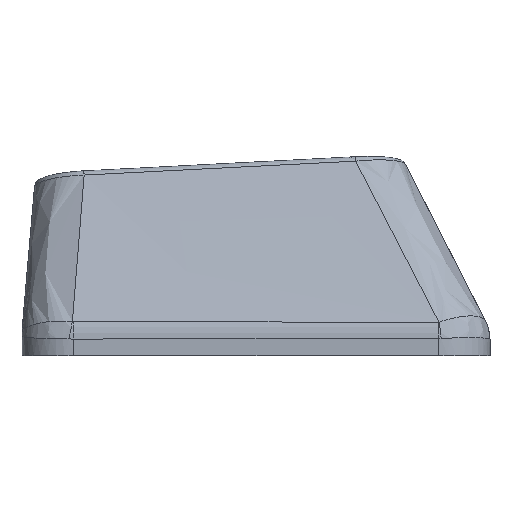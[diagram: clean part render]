
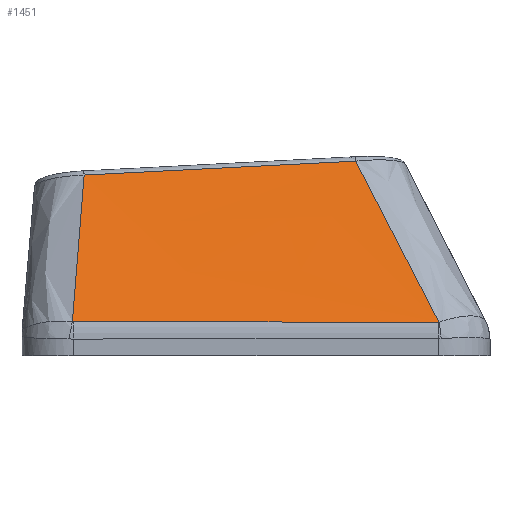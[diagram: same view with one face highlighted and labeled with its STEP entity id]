
A CAD part, left-side view. The second image highlights one B-rep face of the part: STEP entity #1451.
In plain terms, the highlighted free-form (B-spline) face has degree [3, 3] with [4, 4] control points.
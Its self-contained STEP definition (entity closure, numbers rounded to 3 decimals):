
#46=B_SPLINE_SURFACE_WITH_KNOTS('',3,3,((#3394,#3395,#3396,#3397),(#3398,
#3399,#3400,#3401),(#3402,#3403,#3404,#3405),(#3406,#3407,#3408,#3409)),
 .UNSPECIFIED.,.F.,.F.,.F.,(4,4),(4,4),(0.107,0.899),
(0.031,0.956),.UNSPECIFIED.);
#304=FACE_OUTER_BOUND('',#390,.T.);
#390=EDGE_LOOP('',(#1233,#1234,#1235,#1236,#1237,#1238));
#498=B_SPLINE_CURVE_WITH_KNOTS('',3,(#2820,#2821,#2822,#2823),
 .UNSPECIFIED.,.F.,.F.,(4,4),(0.,0.003),
 .UNSPECIFIED.);
#499=B_SPLINE_CURVE_WITH_KNOTS('',3,(#2841,#2842,#2843,#2844),
 .UNSPECIFIED.,.F.,.F.,(4,4),(-1.416,0.),.UNSPECIFIED.);
#502=B_SPLINE_CURVE_WITH_KNOTS('',3,(#2874,#2875,#2876,#2877),
 .UNSPECIFIED.,.F.,.F.,(4,4),(0.,0.004),.UNSPECIFIED.);
#513=B_SPLINE_CURVE_WITH_KNOTS('',3,(#3104,#3105,#3106,#3107),
 .UNSPECIFIED.,.F.,.F.,(4,4),(0.025,0.785),
 .UNSPECIFIED.);
#521=B_SPLINE_CURVE_WITH_KNOTS('',3,(#3334,#3335,#3336,#3337),
 .UNSPECIFIED.,.F.,.F.,(4,4),(0.,1.056),.UNSPECIFIED.);
#524=B_SPLINE_CURVE_WITH_KNOTS('',3,(#3410,#3411,#3412,#3413),
 .UNSPECIFIED.,.F.,.F.,(4,4),(-0.661,-0.023),
 .UNSPECIFIED.);
#649=VERTEX_POINT('',#2782);
#651=VERTEX_POINT('',#2813);
#653=VERTEX_POINT('',#2840);
#655=VERTEX_POINT('',#2867);
#671=VERTEX_POINT('',#3098);
#676=VERTEX_POINT('',#3332);
#831=EDGE_CURVE('',#649,#651,#498,.T.);
#832=EDGE_CURVE('',#651,#653,#499,.T.);
#837=EDGE_CURVE('',#653,#655,#502,.T.);
#863=EDGE_CURVE('',#671,#649,#513,.T.);
#878=EDGE_CURVE('',#676,#671,#521,.T.);
#882=EDGE_CURVE('',#655,#676,#524,.T.);
#1233=ORIENTED_EDGE('',*,*,#831,.F.);
#1234=ORIENTED_EDGE('',*,*,#863,.F.);
#1235=ORIENTED_EDGE('',*,*,#878,.F.);
#1236=ORIENTED_EDGE('',*,*,#882,.F.);
#1237=ORIENTED_EDGE('',*,*,#837,.F.);
#1238=ORIENTED_EDGE('',*,*,#832,.F.);
#1451=ADVANCED_FACE('',(#304),#46,.F.);
#2782=CARTESIAN_POINT('',(-8.943,-7.107,0.299));
#2813=CARTESIAN_POINT('',(-8.944,-7.079,0.298));
#2820=CARTESIAN_POINT('Ctrl Pts',(-8.943,-7.107,0.299));
#2821=CARTESIAN_POINT('Ctrl Pts',(-8.944,-7.098,0.298));
#2822=CARTESIAN_POINT('Ctrl Pts',(-8.944,-7.088,0.298));
#2823=CARTESIAN_POINT('Ctrl Pts',(-8.944,-7.079,0.298));
#2840=CARTESIAN_POINT('',(-8.921,7.082,0.318));
#2841=CARTESIAN_POINT('Ctrl Pts',(-8.944,-7.079,0.298));
#2842=CARTESIAN_POINT('Ctrl Pts',(-8.937,-2.359,0.304));
#2843=CARTESIAN_POINT('Ctrl Pts',(-8.929,2.361,0.311));
#2844=CARTESIAN_POINT('Ctrl Pts',(-8.921,7.082,0.318));
#2867=CARTESIAN_POINT('',(-8.919,7.125,0.322));
#2874=CARTESIAN_POINT('Ctrl Pts',(-8.921,7.082,0.318));
#2875=CARTESIAN_POINT('Ctrl Pts',(-8.921,7.096,0.318));
#2876=CARTESIAN_POINT('Ctrl Pts',(-8.92,7.111,0.319));
#2877=CARTESIAN_POINT('Ctrl Pts',(-8.919,7.125,0.322));
#3098=CARTESIAN_POINT('',(-6.065,-3.872,6.549));
#3104=CARTESIAN_POINT('Ctrl Pts',(-6.065,-3.872,6.549));
#3105=CARTESIAN_POINT('Ctrl Pts',(-7.027,-4.953,4.467));
#3106=CARTESIAN_POINT('Ctrl Pts',(-7.986,-6.03,2.384));
#3107=CARTESIAN_POINT('Ctrl Pts',(-8.943,-7.107,0.299));
#3332=CARTESIAN_POINT('',(-6.069,6.671,6.009));
#3334=CARTESIAN_POINT('Ctrl Pts',(-6.069,6.671,6.009));
#3335=CARTESIAN_POINT('Ctrl Pts',(-6.068,3.156,6.189));
#3336=CARTESIAN_POINT('Ctrl Pts',(-6.066,-0.358,
6.368));
#3337=CARTESIAN_POINT('Ctrl Pts',(-6.065,-3.872,6.549));
#3394=CARTESIAN_POINT('Ctrl Pts',(-6.065,7.032,6.));
#3395=CARTESIAN_POINT('Ctrl Pts',(-7.025,7.063,4.09));
#3396=CARTESIAN_POINT('Ctrl Pts',(-7.984,7.095,2.181));
#3397=CARTESIAN_POINT('Ctrl Pts',(-8.944,7.126,0.272));
#3398=CARTESIAN_POINT('Ctrl Pts',(-6.065,3.271,6.189));
#3399=CARTESIAN_POINT('Ctrl Pts',(-7.025,2.975,4.219));
#3400=CARTESIAN_POINT('Ctrl Pts',(-7.984,2.678,2.25));
#3401=CARTESIAN_POINT('Ctrl Pts',(-8.944,2.382,0.28));
#3402=CARTESIAN_POINT('Ctrl Pts',(-6.065,-0.49,
6.378));
#3403=CARTESIAN_POINT('Ctrl Pts',(-7.025,-1.114,4.349));
#3404=CARTESIAN_POINT('Ctrl Pts',(-7.984,-1.738,2.319));
#3405=CARTESIAN_POINT('Ctrl Pts',(-8.944,-2.363,0.289));
#3406=CARTESIAN_POINT('Ctrl Pts',(-6.065,-4.25,6.568));
#3407=CARTESIAN_POINT('Ctrl Pts',(-7.025,-5.203,4.478));
#3408=CARTESIAN_POINT('Ctrl Pts',(-7.984,-6.155,2.388));
#3409=CARTESIAN_POINT('Ctrl Pts',(-8.944,-7.107,0.298));
#3410=CARTESIAN_POINT('Ctrl Pts',(-8.919,7.125,0.322));
#3411=CARTESIAN_POINT('Ctrl Pts',(-7.967,6.971,2.217));
#3412=CARTESIAN_POINT('Ctrl Pts',(-7.016,6.819,4.112));
#3413=CARTESIAN_POINT('Ctrl Pts',(-6.069,6.671,6.009));
